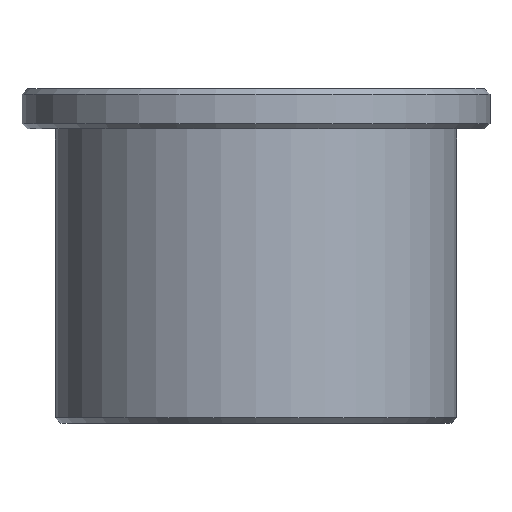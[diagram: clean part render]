
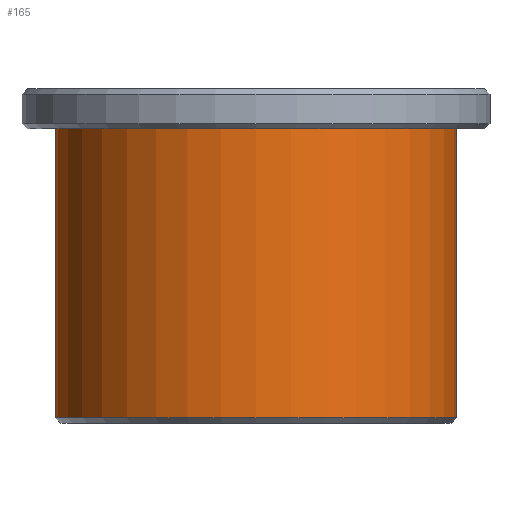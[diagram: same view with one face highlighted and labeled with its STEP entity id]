
A CAD part, front view. The second image highlights one B-rep face of the part: STEP entity #165.
In plain terms, the highlighted cylindrical face has radius 30 mm (diameter 60 mm), a full revolution.
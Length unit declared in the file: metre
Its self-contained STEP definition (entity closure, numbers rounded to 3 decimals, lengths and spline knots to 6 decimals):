
#165=ADVANCED_FACE('',(#204,#205),#206,.T.);
#204=FACE_OUTER_BOUND('',#915,.T.);
#205=FACE_OUTER_BOUND('',#916,.T.);
#206=CYLINDRICAL_SURFACE('',#917,0.03);
#915=EDGE_LOOP('',(#1661));
#916=EDGE_LOOP('',(#1662));
#917=AXIS2_PLACEMENT_3D('',#1663,#1664,#1665);
#1661=ORIENTED_EDGE('',*,*,#1701,.T.);
#1662=ORIENTED_EDGE('',*,*,#1700,.F.);
#1663=CARTESIAN_POINT('',(0.0,0.0,0.0));
#1664=DIRECTION('',(0.0,0.,-1.0));
#1665=DIRECTION('',(0.0,1.0,0.));
#1700=EDGE_CURVE('',#1739,#1739,#1740,.T.);
#1701=EDGE_CURVE('',#1741,#1741,#1742,.T.);
#1739=VERTEX_POINT('',#1879);
#1740=CIRCLE('',#1880,0.03);
#1741=VERTEX_POINT('',#1881);
#1742=CIRCLE('',#1882,0.03);
#1879=CARTESIAN_POINT('',(0.0,0.03,0.0008));
#1880=AXIS2_PLACEMENT_3D('',#1925,#1926,#1927);
#1881=CARTESIAN_POINT('',(0.0,0.03,0.044));
#1882=AXIS2_PLACEMENT_3D('',#1928,#1929,#1930);
#1925=CARTESIAN_POINT('',(0.0,0.0,0.0008));
#1926=DIRECTION('',(0.0,0.,-1.0));
#1927=DIRECTION('',(0.0,1.0,0.));
#1928=CARTESIAN_POINT('',(0.0,0.0,0.044));
#1929=DIRECTION('',(0.0,0.,-1.0));
#1930=DIRECTION('',(0.0,1.0,0.));
